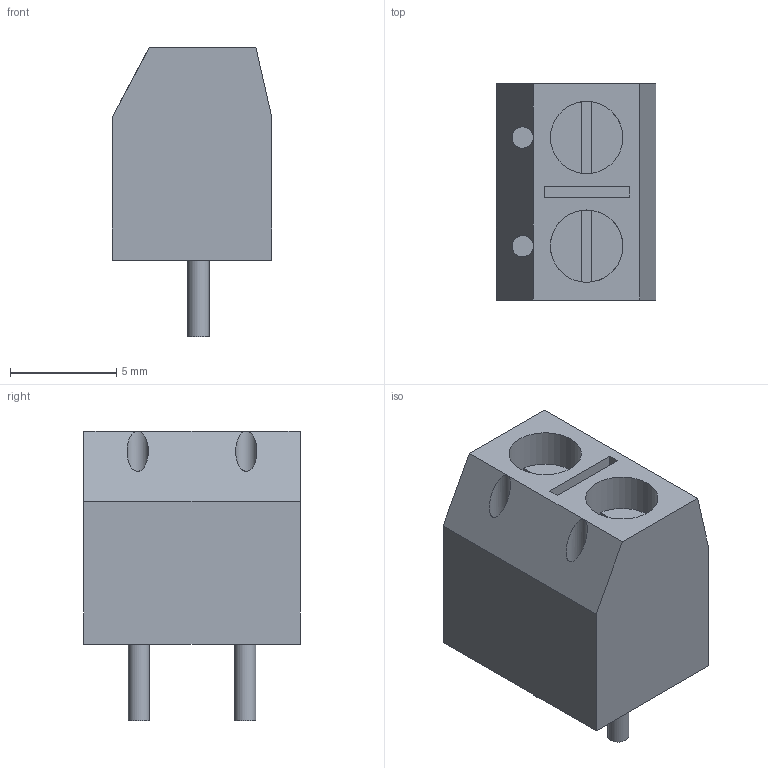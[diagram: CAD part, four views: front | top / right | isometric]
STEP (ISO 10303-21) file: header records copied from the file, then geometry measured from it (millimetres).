
FILE_DESCRIPTION(/* description */ (''),/* implementation_level */ '2;1');
FILE_NAME(/* name */ '5mm 2P Terminal Block v5.step',/* time_stamp */ '2021-06-23T23:12:11-07:00',/* author */ (''),/* organization */ (''),/* preprocessor_version */ 'ST-DEVELOPER v18.1',/* originating_system */ 'Autodesk Translation Framework v10.9.0.1377',/* authorisation */ '');
FILE_SCHEMA (('AUTOMOTIVE_DESIGN { 1 0 10303 214 3 1 1 }'));
Length unit declared in the file: millimetre
Products named in the file (1): 5mm 2P Terminal Block
Bounding box: 7.5 x 10.16 x 13.6 mm (x, y, z)
Volume: 532.7 mm3; surface area: 1350.4 mm2
Topology: 7 solids, 7 shells, 77 faces, 210 edges, 134 vertices
Faces by surface type: plane 63, cylinder 10, bspline 4
Full cylindrical faces by diameter (mm): 1 x4, 3.4 x4, 3.6 x2
Entity records: 2772 total; most frequent: CARTESIAN_POINT 819, ORIENTED_EDGE 404, DIRECTION 358, EDGE_CURVE 202, LINE 134, VECTOR 134, VERTEX_POINT 134, AXIS2_PLACEMENT_3D 112
